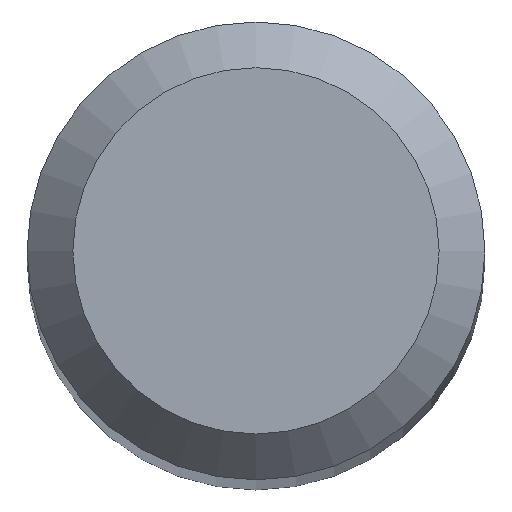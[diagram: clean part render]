
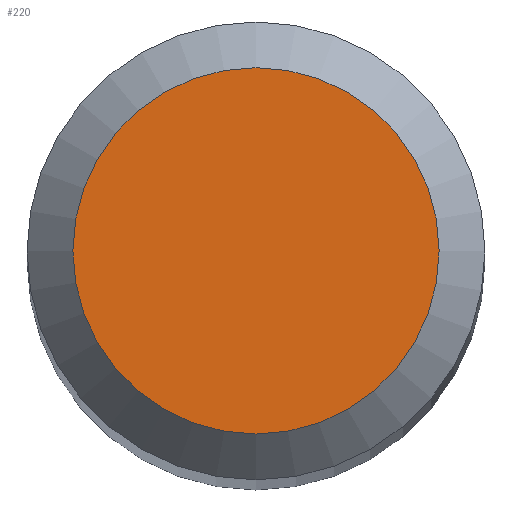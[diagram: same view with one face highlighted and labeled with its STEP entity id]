
A CAD part, top view. The second image highlights one B-rep face of the part: STEP entity #220.
In plain terms, the highlighted planar face has unit normal (0, 0, 1).
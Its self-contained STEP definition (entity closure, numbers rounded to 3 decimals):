
#19 = FACE_OUTER_BOUND ( 'NONE', #84, .T. ) ;
#72 = CARTESIAN_POINT ( 'NONE',  ( 0., 1.2, 61. ) ) ;
#73 = CIRCLE ( 'NONE', #107, 1.2 ) ;
#82 = EDGE_CURVE ( 'NONE', #147, #147, #73, .T. ) ;
#84 = EDGE_LOOP ( 'NONE', ( #85 ) ) ;
#85 = ORIENTED_EDGE ( 'NONE', *, *, #82, .F. ) ;
#92 = DIRECTION ( 'NONE',  ( 0., 1., 0. ) ) ;
#107 = AXIS2_PLACEMENT_3D ( 'NONE', #160, #277, #92 ) ;
#147 = VERTEX_POINT ( 'NONE', #72 ) ;
#156 = AXIS2_PLACEMENT_3D ( 'NONE', #295, #234, #257 ) ;
#160 = CARTESIAN_POINT ( 'NONE',  ( 0., 0., 61. ) ) ;
#202 = PLANE ( 'NONE',  #156 ) ;
#220 = ADVANCED_FACE ( 'NONE', ( #19 ), #202, .F. ) ;
#234 = DIRECTION ( 'NONE',  ( 0., 0., -1. ) ) ;
#257 = DIRECTION ( 'NONE',  ( 0., 1., 0. ) ) ;
#277 = DIRECTION ( 'NONE',  ( 0., 0., -1. ) ) ;
#295 = CARTESIAN_POINT ( 'NONE',  ( 0., 0., 61. ) ) ;
